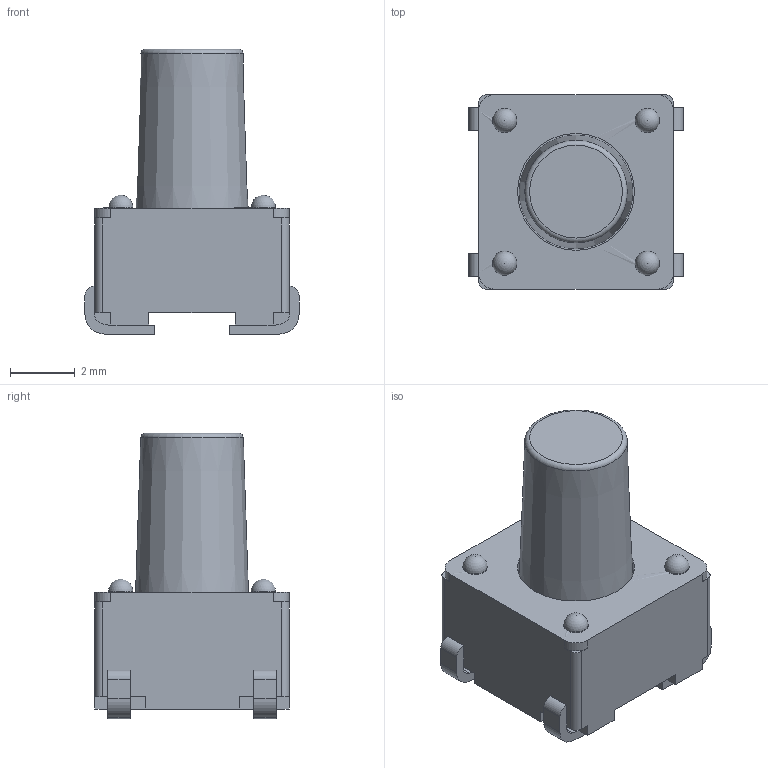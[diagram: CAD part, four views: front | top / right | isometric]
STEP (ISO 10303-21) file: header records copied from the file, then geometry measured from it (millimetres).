
FILE_DESCRIPTION((' '),'2;1');
FILE_NAME('TL3301PFxxxxJ.stp','2017-08-03T08:48:10',(' '),(' '),' ','ACIS',' ');
FILE_SCHEMA(('CONFIG_CONTROL_DESIGN'));
Length unit declared in the file: inch
Products named in the file (3): TL3301PFxxxxJ.stp; Body1; Body2
Assembly tree (2 placements, depth 2):
  TL3301PFxxxxJ.stp
    Body1
    Body2
Bounding box: 6.6 x 6 x 8.8 mm (x, y, z)
Volume: 138.1 mm3; surface area: 354.4 mm2
Topology: 2 solids, 2 shells, 217 faces, 583 edges, 377 vertices
Faces by surface type: plane 137, cylinder 69, torus 5, sphere 4, cone 1, bspline 1
Full cylindrical faces by diameter (mm): 0.75 x4, 3.6 x1, 5 x1
Entity records: 7031 total; most frequent: CARTESIAN_POINT 1203, DIRECTION 1129, ORIENTED_EDGE 1124, EDGE_CURVE 562, VECTOR 433, LINE 433, VERTEX_POINT 367, AXIS2_PLACEMENT_3D 348
